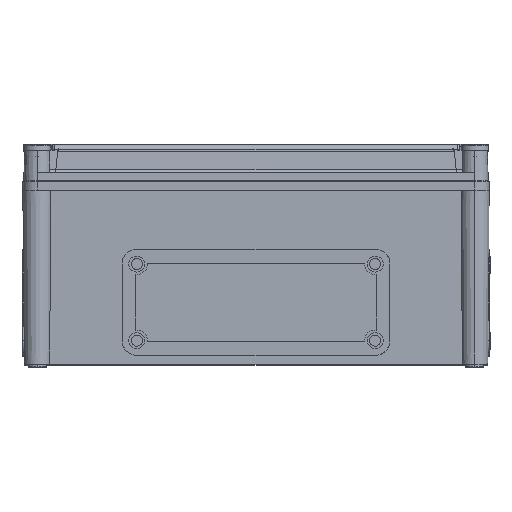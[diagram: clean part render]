
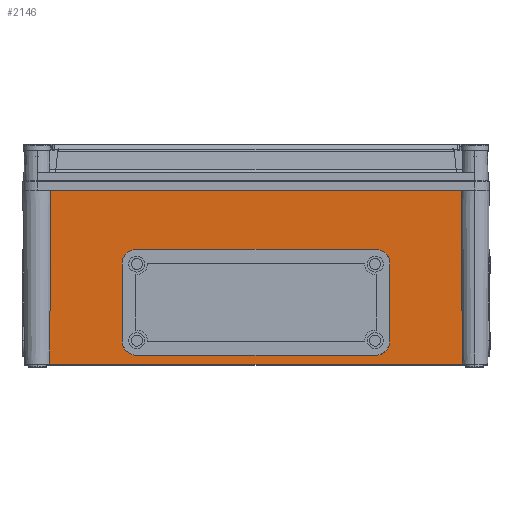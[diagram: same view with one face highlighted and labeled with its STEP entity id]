
A CAD part, top view. The second image highlights one B-rep face of the part: STEP entity #2146.
In plain terms, the highlighted planar face has unit normal (0, -0.009, 1).
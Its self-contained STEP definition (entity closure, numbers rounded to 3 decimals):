
#5 = ORIENTED_EDGE ( 'NONE', *, *, #22840, .T. ) ;
#105 = EDGE_CURVE ( 'NONE', #4163, #15942, #9698, .T. ) ;
#158 = AXIS2_PLACEMENT_3D ( 'NONE', #15891, #6903, #13856 ) ;
#181 = ORIENTED_EDGE ( 'NONE', *, *, #17720, .F. ) ;
#438 = CARTESIAN_POINT ( 'NONE',  ( -108.5, 19., 271.166 ) ) ;
#708 = CARTESIAN_POINT ( 'NONE',  ( -108.5, 81., 271.707 ) ) ;
#1098 =( BOUNDED_CURVE ( )  B_SPLINE_CURVE ( 3, ( #20614, #23255, #14423, #20792 ),
 .UNSPECIFIED., .F., .F. ) 
 B_SPLINE_CURVE_WITH_KNOTS ( ( 4, 4 ),
 ( 3.142, 4.712 ),
 .UNSPECIFIED. ) 
 CURVE ( )  GEOMETRIC_REPRESENTATION_ITEM ( )  RATIONAL_B_SPLINE_CURVE ( ( 1., 0.805, 0.805, 1. ) ) 
 REPRESENTATION_ITEM ( '' )  );
#1898 = CARTESIAN_POINT ( 'NONE',  ( -96.5, 93., 271.812 ) ) ;
#2146 = ADVANCED_FACE ( 'NONE', ( #8770, #28142 ), #19752, .T. ) ;
#2411 = EDGE_CURVE ( 'NONE', #26042, #15815, #20594, .T. ) ;
#2821 = CARTESIAN_POINT ( 'NONE',  ( -96.5, 93., 271.812 ) ) ;
#3175 = CARTESIAN_POINT ( 'NONE',  ( 108.5, -4284.473, 233.61 ) ) ;
#3358 = CARTESIAN_POINT ( 'NONE',  ( -96.5, 7., 271.061 ) ) ;
#3495 = VECTOR ( 'NONE', #18754, 1000. ) ;
#3603 = CARTESIAN_POINT ( 'NONE',  ( -166.269, 140.8, 272.229 ) ) ;
#3913 = ORIENTED_EDGE ( 'NONE', *, *, #16509, .F. ) ;
#3966 = ORIENTED_EDGE ( 'NONE', *, *, #6636, .F. ) ;
#4149 = VECTOR ( 'NONE', #27289, 1000. ) ;
#4162 = EDGE_CURVE ( 'NONE', #18589, #26042, #24108, .T. ) ;
#4163 = VERTEX_POINT ( 'NONE', #26781 ) ;
#4214 = ORIENTED_EDGE ( 'NONE', *, *, #20809, .F. ) ;
#5173 = CARTESIAN_POINT ( 'NONE',  ( 96.5, 93., 271.812 ) ) ;
#5417 = ORIENTED_EDGE ( 'NONE', *, *, #105, .F. ) ;
#6413 = CARTESIAN_POINT ( 'NONE',  ( -108.5, 81., 271.707 ) ) ;
#6636 = EDGE_CURVE ( 'NONE', #19747, #17303, #14569, .T. ) ;
#6844 = B_SPLINE_CURVE_WITH_KNOTS ( 'NONE', 3,
 ( #8780, #15355, #17581, #22312 ),
 .UNSPECIFIED., .F., .F.,
 ( 4, 4 ),
 ( 0., 0.141 ),
 .UNSPECIFIED. ) ;
#6903 = DIRECTION ( 'NONE',  ( 0., -0.009, 1. ) ) ;
#7245 = ORIENTED_EDGE ( 'NONE', *, *, #23406, .F. ) ;
#7353 = CARTESIAN_POINT ( 'NONE',  ( -108.5, -4284.473, 233.61 ) ) ;
#7588 = VECTOR ( 'NONE', #26067, 1000. ) ;
#7589 =( BOUNDED_CURVE ( )  B_SPLINE_CURVE ( 3, ( #14064, #20101, #15529, #15900 ),
 .UNSPECIFIED., .F., .F. ) 
 B_SPLINE_CURVE_WITH_KNOTS ( ( 4, 4 ),
 ( 4.712, 6.283 ),
 .UNSPECIFIED. ) 
 CURVE ( )  GEOMETRIC_REPRESENTATION_ITEM ( )  RATIONAL_B_SPLINE_CURVE ( ( 1., 0.805, 0.805, 1. ) ) 
 REPRESENTATION_ITEM ( '' )  );
#7949 = VECTOR ( 'NONE', #10487, 1000. ) ;
#8770 = FACE_BOUND ( 'NONE', #21492, .T. ) ;
#8780 = CARTESIAN_POINT ( 'NONE',  ( 166.269, 140.8, 272.229 ) ) ;
#8947 = ORIENTED_EDGE ( 'NONE', *, *, #20566, .F. ) ;
#9023 = CARTESIAN_POINT ( 'NONE',  ( -103.529, 93., 271.812 ) ) ;
#9427 = CARTESIAN_POINT ( 'NONE',  ( -166.269, 140.8, 272.229 ) ) ;
#9698 = B_SPLINE_CURVE_WITH_KNOTS ( 'NONE', 3,
 ( #19873, #20231, #22455, #9427 ),
 .UNSPECIFIED., .F., .F.,
 ( 4, 4 ),
 ( 0., 0.141 ),
 .UNSPECIFIED. ) ;
#10487 = DIRECTION ( 'NONE',  ( 1., 0., 0. ) ) ;
#10589 = EDGE_CURVE ( 'NONE', #17303, #19229, #7589, .T. ) ;
#10800 = CARTESIAN_POINT ( 'NONE',  ( -96.5, 7., 271.061 ) ) ;
#11124 = CARTESIAN_POINT ( 'NONE',  ( -108.5, 88.029, 271.768 ) ) ;
#11653 = DIRECTION ( 'NONE',  ( 0., -1., -0.009 ) ) ;
#11883 = CARTESIAN_POINT ( 'NONE',  ( 166.269, 140.8, 272.229 ) ) ;
#11915 = DIRECTION ( 'NONE',  ( 1., 0., 0. ) ) ;
#11989 = VERTEX_POINT ( 'NONE', #11883 ) ;
#13856 = DIRECTION ( 'NONE',  ( 0., -1., -0.009 ) ) ;
#14064 = CARTESIAN_POINT ( 'NONE',  ( 108.5, 81., 271.707 ) ) ;
#14423 = CARTESIAN_POINT ( 'NONE',  ( 108.5, 11.971, 271.104 ) ) ;
#14569 = LINE ( 'NONE', #3175, #4149 ) ;
#14745 = CARTESIAN_POINT ( 'NONE',  ( -176., 0., 271. ) ) ;
#15355 = CARTESIAN_POINT ( 'NONE',  ( 166.525, 93.867, 271.819 ) ) ;
#15529 = CARTESIAN_POINT ( 'NONE',  ( 103.529, 93., 271.812 ) ) ;
#15772 = CARTESIAN_POINT ( 'NONE',  ( 167.067, 0., 271. ) ) ;
#15815 = VERTEX_POINT ( 'NONE', #438 ) ;
#15891 = CARTESIAN_POINT ( 'NONE',  ( -176., 0., 271. ) ) ;
#15900 = CARTESIAN_POINT ( 'NONE',  ( 96.5, 93., 271.812 ) ) ;
#15919 =( BOUNDED_CURVE ( )  B_SPLINE_CURVE ( 3, ( #23315, #27272, #23509, #3358 ),
 .UNSPECIFIED., .F., .F. ) 
 B_SPLINE_CURVE_WITH_KNOTS ( ( 4, 4 ),
 ( 1.571, 3.142 ),
 .UNSPECIFIED. ) 
 CURVE ( )  GEOMETRIC_REPRESENTATION_ITEM ( )  RATIONAL_B_SPLINE_CURVE ( ( 1., 0.805, 0.805, 1. ) ) 
 REPRESENTATION_ITEM ( '' )  );
#15931 = ORIENTED_EDGE ( 'NONE', *, *, #10589, .F. ) ;
#15942 = VERTEX_POINT ( 'NONE', #3603 ) ;
#16274 = EDGE_LOOP ( 'NONE', ( #181, #5417, #5, #21966 ) ) ;
#16509 = EDGE_CURVE ( 'NONE', #19229, #18589, #22534, .T. ) ;
#16929 = CARTESIAN_POINT ( 'NONE',  ( 108.5, 81., 271.707 ) ) ;
#17027 = VECTOR ( 'NONE', #11915, 1000. ) ;
#17303 = VERTEX_POINT ( 'NONE', #16929 ) ;
#17581 = CARTESIAN_POINT ( 'NONE',  ( 166.79, 46.933, 271.41 ) ) ;
#17720 = EDGE_CURVE ( 'NONE', #15942, #11989, #27173, .T. ) ;
#18437 = CARTESIAN_POINT ( 'NONE',  ( -96.5, 7., 271.061 ) ) ;
#18589 = VERTEX_POINT ( 'NONE', #27460 ) ;
#18727 = VERTEX_POINT ( 'NONE', #15772 ) ;
#18754 = DIRECTION ( 'NONE',  ( -1., 0., 0. ) ) ;
#19229 = VERTEX_POINT ( 'NONE', #5173 ) ;
#19747 = VERTEX_POINT ( 'NONE', #28540 ) ;
#19752 = PLANE ( 'NONE',  #158 ) ;
#19873 = CARTESIAN_POINT ( 'NONE',  ( -167.067, 0., 271. ) ) ;
#20053 = ORIENTED_EDGE ( 'NONE', *, *, #4162, .F. ) ;
#20101 = CARTESIAN_POINT ( 'NONE',  ( 108.5, 88.029, 271.768 ) ) ;
#20231 = CARTESIAN_POINT ( 'NONE',  ( -166.79, 46.933, 271.41 ) ) ;
#20566 = EDGE_CURVE ( 'NONE', #15815, #26616, #15919, .T. ) ;
#20594 = LINE ( 'NONE', #7353, #20688 ) ;
#20614 = CARTESIAN_POINT ( 'NONE',  ( 96.5, 7., 271.061 ) ) ;
#20688 = VECTOR ( 'NONE', #11653, 1000. ) ;
#20792 = CARTESIAN_POINT ( 'NONE',  ( 108.5, 19., 271.166 ) ) ;
#20809 = EDGE_CURVE ( 'NONE', #26616, #23270, #27519, .T. ) ;
#21483 = CARTESIAN_POINT ( 'NONE',  ( 96.5, 7., 271.061 ) ) ;
#21492 = EDGE_LOOP ( 'NONE', ( #8947, #27017, #20053, #3913, #15931, #3966, #7245, #4214 ) ) ;
#21966 = ORIENTED_EDGE ( 'NONE', *, *, #28578, .F. ) ;
#22312 = CARTESIAN_POINT ( 'NONE',  ( 167.067, 0., 271. ) ) ;
#22455 = CARTESIAN_POINT ( 'NONE',  ( -166.525, 93.867, 271.819 ) ) ;
#22534 = LINE ( 'NONE', #2821, #3495 ) ;
#22840 = EDGE_CURVE ( 'NONE', #4163, #18727, #26652, .T. ) ;
#23255 = CARTESIAN_POINT ( 'NONE',  ( 103.529, 7., 271.061 ) ) ;
#23270 = VERTEX_POINT ( 'NONE', #21483 ) ;
#23315 = CARTESIAN_POINT ( 'NONE',  ( -108.5, 19., 271.166 ) ) ;
#23406 = EDGE_CURVE ( 'NONE', #23270, #19747, #1098, .T. ) ;
#23509 = CARTESIAN_POINT ( 'NONE',  ( -103.529, 7., 271.061 ) ) ;
#24108 =( BOUNDED_CURVE ( )  B_SPLINE_CURVE ( 3, ( #1898, #9023, #11124, #6413 ),
 .UNSPECIFIED., .F., .F. ) 
 B_SPLINE_CURVE_WITH_KNOTS ( ( 4, 4 ),
 ( 0., 1.571 ),
 .UNSPECIFIED. ) 
 CURVE ( )  GEOMETRIC_REPRESENTATION_ITEM ( )  RATIONAL_B_SPLINE_CURVE ( ( 1., 0.805, 0.805, 1. ) ) 
 REPRESENTATION_ITEM ( '' )  );
#25899 = CARTESIAN_POINT ( 'NONE',  ( -176., 140.8, 272.229 ) ) ;
#26042 = VERTEX_POINT ( 'NONE', #708 ) ;
#26067 = DIRECTION ( 'NONE',  ( 1., 0., 0. ) ) ;
#26616 = VERTEX_POINT ( 'NONE', #10800 ) ;
#26652 = LINE ( 'NONE', #14745, #7588 ) ;
#26781 = CARTESIAN_POINT ( 'NONE',  ( -167.067, 0., 271. ) ) ;
#27017 = ORIENTED_EDGE ( 'NONE', *, *, #2411, .F. ) ;
#27173 = LINE ( 'NONE', #25899, #7949 ) ;
#27272 = CARTESIAN_POINT ( 'NONE',  ( -108.5, 11.971, 271.104 ) ) ;
#27289 = DIRECTION ( 'NONE',  ( 0., 1., 0.009 ) ) ;
#27460 = CARTESIAN_POINT ( 'NONE',  ( -96.5, 93., 271.812 ) ) ;
#27519 = LINE ( 'NONE', #18437, #17027 ) ;
#28142 = FACE_OUTER_BOUND ( 'NONE', #16274, .T. ) ;
#28540 = CARTESIAN_POINT ( 'NONE',  ( 108.5, 19., 271.166 ) ) ;
#28578 = EDGE_CURVE ( 'NONE', #11989, #18727, #6844, .T. ) ;
